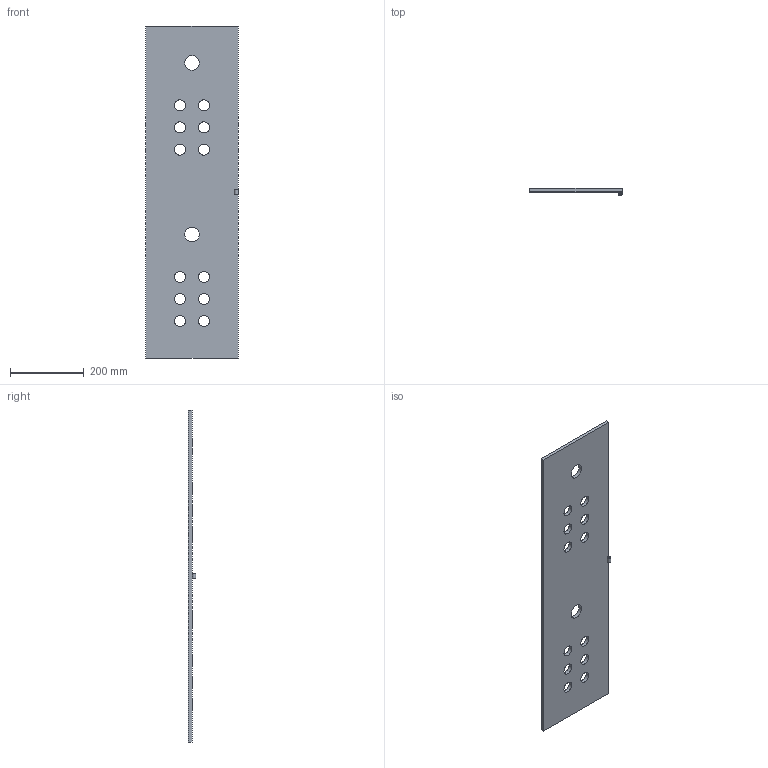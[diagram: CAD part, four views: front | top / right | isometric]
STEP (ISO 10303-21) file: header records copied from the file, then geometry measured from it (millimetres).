
FILE_DESCRIPTION(/* description */ (''),/* implementation_level */ '2;1');
FILE_NAME(/* name */ 'joystick.stp',/* time_stamp */ '2017-10-24T23:46:19-02:00',/* author */ ('Felipe'),/* organization */ (''),/* preprocessor_version */ 'ST-DEVELOPER v16.5',/* originating_system */ 'Autodesk Inventor 2017',/* authorisation */ '');
FILE_SCHEMA (('AUTOMOTIVE_DESIGN { 1 0 10303 214 3 1 1 }'));
Length unit declared in the file: millimetre
Products named in the file (1): joystick
Bounding box: 250 x 20 x 900 mm (x, y, z)
Volume: 2140927.8 mm3; surface area: 465656.5 mm2
Topology: 2 solids, 2 shells, 24 faces, 60 edges, 40 vertices
Faces by surface type: cylinder 16, plane 8
Full cylindrical faces by diameter (mm): 5 x1, 10 x1, 30 x12, 40 x2
Entity records: 751 total; most frequent: DIRECTION 127, CARTESIAN_POINT 110, ORIENTED_EDGE 92, EDGE_LOOP 70, AXIS2_PLACEMENT_3D 57, FACE_BOUND 46, EDGE_CURVE 45, VERTEX_POINT 40
